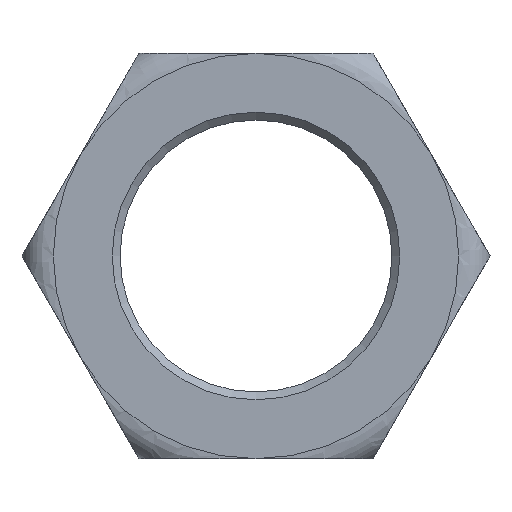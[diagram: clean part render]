
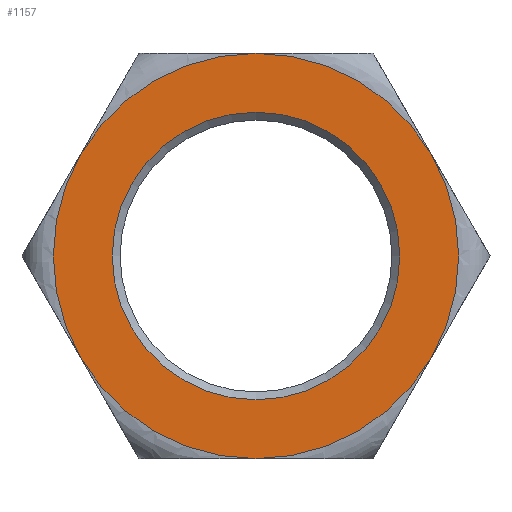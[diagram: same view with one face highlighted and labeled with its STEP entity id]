
A CAD part, front view. The second image highlights one B-rep face of the part: STEP entity #1157.
In plain terms, the highlighted planar face has unit normal (0, -1, 0).
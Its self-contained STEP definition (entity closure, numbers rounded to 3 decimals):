
#11 = DIRECTION ( 'NONE',  ( 0., 0., 1. ) ) ;
#19 = CARTESIAN_POINT ( 'NONE',  ( 0., -44., 77.5 ) ) ;
#30 = EDGE_CURVE ( 'NONE', #464, #498, #458, .T. ) ;
#37 = ORIENTED_EDGE ( 'NONE', *, *, #1277, .F. ) ;
#54 = DIRECTION ( 'NONE',  ( -0.5, 0., -0.866 ) ) ;
#71 = CIRCLE ( 'NONE', #1360, 77.5 ) ;
#82 = EDGE_LOOP ( 'NONE', ( #189 ) ) ;
#83 = EDGE_CURVE ( 'NONE', #323, #1188, #1330, .T. ) ;
#101 = FACE_BOUND ( 'NONE', #82, .T. ) ;
#141 = VERTEX_POINT ( 'NONE', #882 ) ;
#155 = EDGE_CURVE ( 'NONE', #785, #785, #1536, .T. ) ;
#167 = CARTESIAN_POINT ( 'NONE',  ( -67.117, -44., -38.75 ) ) ;
#189 = ORIENTED_EDGE ( 'NONE', *, *, #155, .T. ) ;
#242 = DIRECTION ( 'NONE',  ( 1., 0., 0. ) ) ;
#290 = VERTEX_POINT ( 'NONE', #167 ) ;
#291 = VERTEX_POINT ( 'NONE', #889 ) ;
#321 = EDGE_CURVE ( 'NONE', #909, #323, #555, .T. ) ;
#323 = VERTEX_POINT ( 'NONE', #1138 ) ;
#349 = CARTESIAN_POINT ( 'NONE',  ( 67.117, -44., -38.75 ) ) ;
#351 = FACE_OUTER_BOUND ( 'NONE', #1183, .T. ) ;
#406 = DIRECTION ( 'NONE',  ( -1., 0., 0. ) ) ;
#409 = CIRCLE ( 'NONE', #1456, 77.5 ) ;
#426 = ORIENTED_EDGE ( 'NONE', *, *, #321, .F. ) ;
#432 = AXIS2_PLACEMENT_3D ( 'NONE', #1070, #792, #1554 ) ;
#458 = LINE ( 'NONE', #672, #1053 ) ;
#463 = CARTESIAN_POINT ( 'NONE',  ( 44.745, -44., 77.5 ) ) ;
#464 = VERTEX_POINT ( 'NONE', #19 ) ;
#480 = DIRECTION ( 'NONE',  ( 1., 0., 0. ) ) ;
#498 = VERTEX_POINT ( 'NONE', #849 ) ;
#523 = ORIENTED_EDGE ( 'NONE', *, *, #1200, .F. ) ;
#540 = CARTESIAN_POINT ( 'NONE',  ( 0., -44., 0. ) ) ;
#555 = LINE ( 'NONE', #1380, #1259 ) ;
#556 = ORIENTED_EDGE ( 'NONE', *, *, #1186, .F. ) ;
#587 = LINE ( 'NONE', #1317, #1334 ) ;
#592 = DIRECTION ( 'NONE',  ( 0.5, 0., -0.866 ) ) ;
#618 = CARTESIAN_POINT ( 'NONE',  ( 0., -44., 0. ) ) ;
#628 = DIRECTION ( 'NONE',  ( 1., 0., 0. ) ) ;
#663 = CARTESIAN_POINT ( 'NONE',  ( 0., -44., 55. ) ) ;
#672 = CARTESIAN_POINT ( 'NONE',  ( -44.745, -44., 77.5 ) ) ;
#680 = DIRECTION ( 'NONE',  ( 0., 1., 0. ) ) ;
#707 = EDGE_CURVE ( 'NONE', #290, #991, #1128, .T. ) ;
#716 = CARTESIAN_POINT ( 'NONE',  ( 0., -44., 0. ) ) ;
#717 = CARTESIAN_POINT ( 'NONE',  ( 0., -44., 0. ) ) ;
#745 = CIRCLE ( 'NONE', #1099, 77.5 ) ;
#770 = EDGE_CURVE ( 'NONE', #1520, #290, #745, .T. ) ;
#785 = VERTEX_POINT ( 'NONE', #663 ) ;
#792 = DIRECTION ( 'NONE',  ( 0., 1., 0. ) ) ;
#794 = AXIS2_PLACEMENT_3D ( 'NONE', #1214, #1092, #11 ) ;
#802 = EDGE_CURVE ( 'NONE', #991, #464, #71, .T. ) ;
#815 = PLANE ( 'NONE',  #432 ) ;
#846 = ORIENTED_EDGE ( 'NONE', *, *, #83, .F. ) ;
#849 = CARTESIAN_POINT ( 'NONE',  ( 0., -44., 77.5 ) ) ;
#878 = DIRECTION ( 'NONE',  ( 0., 1., 0. ) ) ;
#882 = CARTESIAN_POINT ( 'NONE',  ( 67.117, -44., 38.75 ) ) ;
#889 = CARTESIAN_POINT ( 'NONE',  ( 67.117, -44., 38.75 ) ) ;
#900 = DIRECTION ( 'NONE',  ( 1., 0., 0. ) ) ;
#909 = VERTEX_POINT ( 'NONE', #349 ) ;
#945 = AXIS2_PLACEMENT_3D ( 'NONE', #540, #680, #1168 ) ;
#946 = DIRECTION ( 'NONE',  ( 0., 1., 0. ) ) ;
#966 = ORIENTED_EDGE ( 'NONE', *, *, #802, .F. ) ;
#986 = DIRECTION ( 'NONE',  ( 0., 1., 0. ) ) ;
#991 = VERTEX_POINT ( 'NONE', #1207 ) ;
#1030 = VECTOR ( 'NONE', #592, 1000. ) ;
#1052 = CARTESIAN_POINT ( 'NONE',  ( 0., -44., -77.5 ) ) ;
#1053 = VECTOR ( 'NONE', #900, 1000. ) ;
#1070 = CARTESIAN_POINT ( 'NONE',  ( 0., -44., 0. ) ) ;
#1078 = AXIS2_PLACEMENT_3D ( 'NONE', #717, #1333, #480 ) ;
#1092 = DIRECTION ( 'NONE',  ( 0., 1., 0. ) ) ;
#1099 = AXIS2_PLACEMENT_3D ( 'NONE', #618, #1239, #628 ) ;
#1108 = ORIENTED_EDGE ( 'NONE', *, *, #30, .F. ) ;
#1125 = CARTESIAN_POINT ( 'NONE',  ( 0., -44., 0. ) ) ;
#1128 = CIRCLE ( 'NONE', #1386, 77.5 ) ;
#1138 = CARTESIAN_POINT ( 'NONE',  ( 67.117, -44., -38.75 ) ) ;
#1157 = ADVANCED_FACE ( 'NONE', ( #101, #351 ), #815, .F. ) ;
#1165 = CIRCLE ( 'NONE', #1078, 77.5 ) ;
#1168 = DIRECTION ( 'NONE',  ( 1., 0., 0. ) ) ;
#1183 = EDGE_LOOP ( 'NONE', ( #846, #426, #1218, #523, #37, #1108, #966, #1311, #1366, #556 ) ) ;
#1186 = EDGE_CURVE ( 'NONE', #1188, #1520, #587, .T. ) ;
#1188 = VERTEX_POINT ( 'NONE', #1052 ) ;
#1200 = EDGE_CURVE ( 'NONE', #291, #141, #1535, .T. ) ;
#1207 = CARTESIAN_POINT ( 'NONE',  ( -67.117, -44., 38.75 ) ) ;
#1214 = CARTESIAN_POINT ( 'NONE',  ( 0., -44., 0. ) ) ;
#1218 = ORIENTED_EDGE ( 'NONE', *, *, #1350, .F. ) ;
#1239 = DIRECTION ( 'NONE',  ( 0., 1., 0. ) ) ;
#1259 = VECTOR ( 'NONE', #54, 1000. ) ;
#1277 = EDGE_CURVE ( 'NONE', #498, #291, #1165, .T. ) ;
#1311 = ORIENTED_EDGE ( 'NONE', *, *, #707, .F. ) ;
#1317 = CARTESIAN_POINT ( 'NONE',  ( 44.745, -44., -77.5 ) ) ;
#1330 = CIRCLE ( 'NONE', #945, 77.5 ) ;
#1333 = DIRECTION ( 'NONE',  ( 0., 1., 0. ) ) ;
#1334 = VECTOR ( 'NONE', #1548, 1000. ) ;
#1350 = EDGE_CURVE ( 'NONE', #141, #909, #409, .T. ) ;
#1360 = AXIS2_PLACEMENT_3D ( 'NONE', #1453, #878, #406 ) ;
#1361 = DIRECTION ( 'NONE',  ( 1., 0., 0. ) ) ;
#1364 = CARTESIAN_POINT ( 'NONE',  ( 0., -44., -77.5 ) ) ;
#1366 = ORIENTED_EDGE ( 'NONE', *, *, #770, .F. ) ;
#1380 = CARTESIAN_POINT ( 'NONE',  ( 89.489, -44., 0. ) ) ;
#1386 = AXIS2_PLACEMENT_3D ( 'NONE', #716, #946, #242 ) ;
#1453 = CARTESIAN_POINT ( 'NONE',  ( 0., -44., 0. ) ) ;
#1456 = AXIS2_PLACEMENT_3D ( 'NONE', #1125, #986, #1361 ) ;
#1520 = VERTEX_POINT ( 'NONE', #1364 ) ;
#1535 = LINE ( 'NONE', #463, #1030 ) ;
#1536 = CIRCLE ( 'NONE', #794, 55. ) ;
#1548 = DIRECTION ( 'NONE',  ( -1., 0., 0. ) ) ;
#1554 = DIRECTION ( 'NONE',  ( 0., 0., 1. ) ) ;
